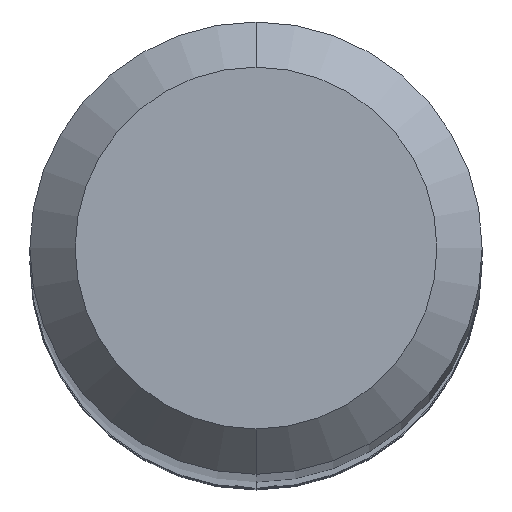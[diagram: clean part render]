
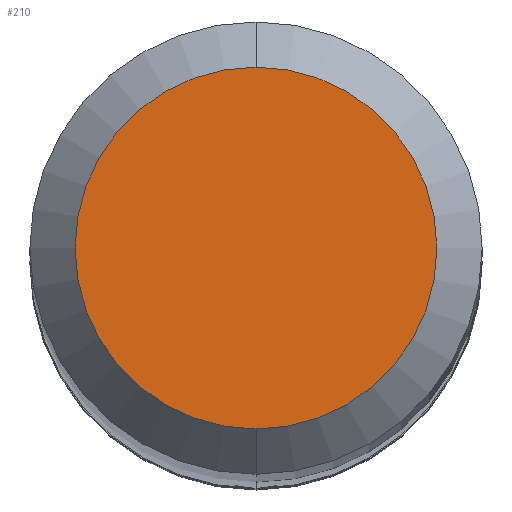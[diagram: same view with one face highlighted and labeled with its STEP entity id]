
A CAD part, top view. The second image highlights one B-rep face of the part: STEP entity #210.
In plain terms, the highlighted planar face has unit normal (0, 0, 1).
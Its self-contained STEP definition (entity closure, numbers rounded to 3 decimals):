
#122=EDGE_CURVE('',#138,#252,#312,.T.);
#138=VERTEX_POINT('',#330);
#210=ADVANCED_FACE('',(#413),#414,.T.);
#252=VERTEX_POINT('',#462);
#254=EDGE_CURVE('',#252,#138,#464,.T.);
#312=CIRCLE('',#517,1.2);
#330=CARTESIAN_POINT('',(0.0,1.2,0.0));
#413=FACE_OUTER_BOUND('',#646,.T.);
#414=PLANE('',#647);
#462=CARTESIAN_POINT('',(0.,-1.2,0.0));
#464=CIRCLE('',#712,1.2);
#517=AXIS2_PLACEMENT_3D('',#766,#767,#768);
#646=EDGE_LOOP('',(#898,#899));
#647=AXIS2_PLACEMENT_3D('',#900,#901,#902);
#712=AXIS2_PLACEMENT_3D('',#971,#972,#973);
#766=CARTESIAN_POINT('',(0.0,0.0,0.0));
#767=DIRECTION('',(0.0,0.0,-1.0));
#768=DIRECTION('',(0.0,1.0,0.0));
#898=ORIENTED_EDGE('',*,*,#122,.F.);
#899=ORIENTED_EDGE('',*,*,#254,.F.);
#900=CARTESIAN_POINT('',(0.0,0.6,0.0));
#901=DIRECTION('',(-0.0,0.0,1.0));
#902=DIRECTION('',(0.0,-1.0,0.0));
#971=CARTESIAN_POINT('',(0.0,0.0,0.0));
#972=DIRECTION('',(0.0,0.0,-1.0));
#973=DIRECTION('',(0.0,1.0,0.0));
